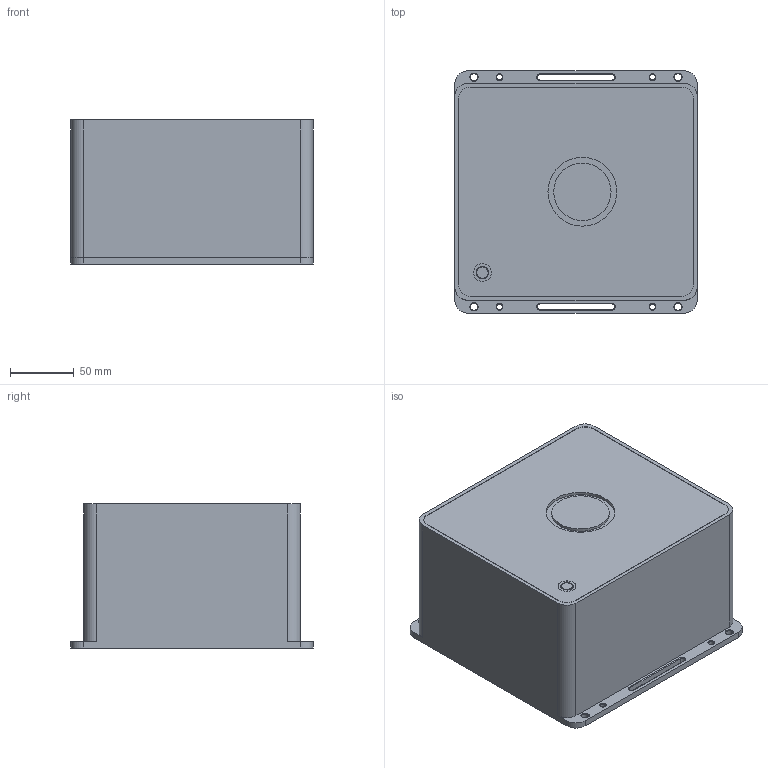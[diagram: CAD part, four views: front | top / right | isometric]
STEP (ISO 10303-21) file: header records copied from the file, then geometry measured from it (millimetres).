
FILE_DESCRIPTION(('FreeCAD Model'),'2;1');
FILE_NAME('Open CASCADE Shape Model','2024-08-05T12:08:42',('Author'),( ''),'Open CASCADE STEP processor 7.6','FreeCAD','Unknown');
FILE_SCHEMA(('AUTOMOTIVE_DESIGN { 1 0 10303 214 1 1 1 1 }'));
Length unit declared in the file: millimetre
Products named in the file (1): 2204132100_1___
Bounding box: 190 x 190 x 113 mm (x, y, z)
Volume: 3621652.9 mm3; surface area: 153863.2 mm2
Topology: 1 solids, 1 shells, 143 faces, 344 edges, 212 vertices
Faces by surface type: cylinder 56, cone 44, plane 41, bspline 2
Entity records: 4321 total; most frequent: CARTESIAN_POINT 845, DIRECTION 772, ORIENTED_EDGE 684, EDGE_CURVE 342, AXIS2_PLACEMENT_3D 304, VERTEX_POINT 212, FACE_BOUND 174, EDGE_LOOP 174
